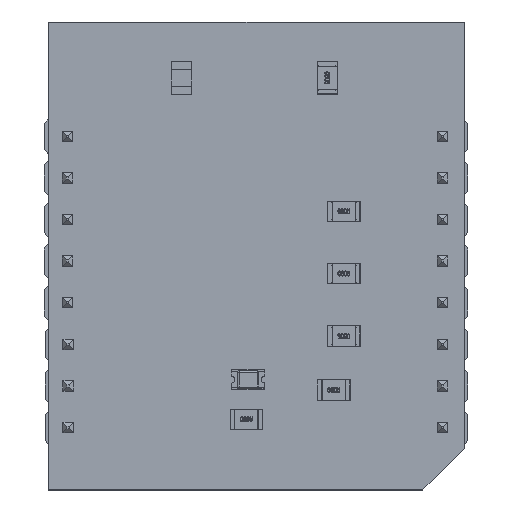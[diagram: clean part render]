
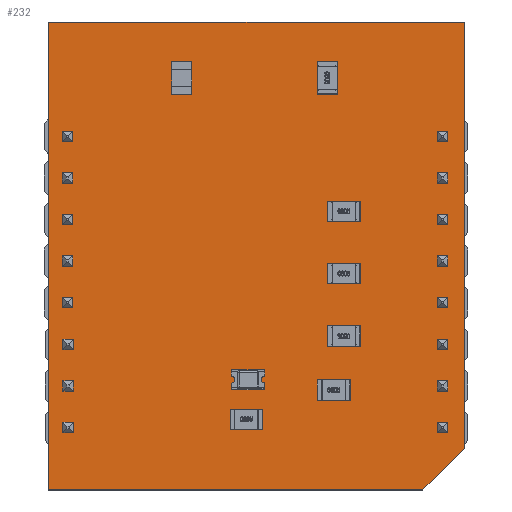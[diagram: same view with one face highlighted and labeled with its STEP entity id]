
A CAD part, top view. The second image highlights one B-rep face of the part: STEP entity #232.
In plain terms, the highlighted planar face has unit normal (0, 0, 1).
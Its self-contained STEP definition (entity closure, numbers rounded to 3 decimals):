
#71 = VERTEX_POINT('',#72);
#72 = CARTESIAN_POINT('',(-1.27,-3.81,0.));
#78 = EDGE_CURVE('',#71,#79,#81,.T.);
#79 = VERTEX_POINT('',#80);
#80 = CARTESIAN_POINT('',(21.59,-3.81,0.));
#81 = LINE('',#82,#83);
#82 = CARTESIAN_POINT('',(-1.27,-3.81,0.));
#83 = VECTOR('',#84,1.);
#84 = DIRECTION('',(1.,0.,0.));
#109 = EDGE_CURVE('',#79,#110,#112,.T.);
#110 = VERTEX_POINT('',#111);
#111 = CARTESIAN_POINT('',(24.13,-1.27,0.));
#112 = LINE('',#113,#114);
#113 = CARTESIAN_POINT('',(21.59,-3.81,0.));
#114 = VECTOR('',#115,1.);
#115 = DIRECTION('',(0.707,0.707,0.));
#140 = EDGE_CURVE('',#110,#141,#143,.T.);
#141 = VERTEX_POINT('',#142);
#142 = CARTESIAN_POINT('',(24.13,24.765,0.));
#143 = LINE('',#144,#145);
#144 = CARTESIAN_POINT('',(24.13,-1.27,0.));
#145 = VECTOR('',#146,1.);
#146 = DIRECTION('',(0.,1.,0.));
#171 = EDGE_CURVE('',#141,#172,#174,.T.);
#172 = VERTEX_POINT('',#173);
#173 = CARTESIAN_POINT('',(-1.27,24.765,0.));
#174 = LINE('',#175,#176);
#175 = CARTESIAN_POINT('',(24.13,24.765,0.));
#176 = VECTOR('',#177,1.);
#177 = DIRECTION('',(-1.,0.,0.));
#202 = EDGE_CURVE('',#172,#71,#203,.T.);
#203 = LINE('',#204,#205);
#204 = CARTESIAN_POINT('',(-1.27,24.765,0.));
#205 = VECTOR('',#206,1.);
#206 = DIRECTION('',(0.,-1.,0.));
#232 = ADVANCED_FACE('',(#233),#240,.F.);
#233 = FACE_BOUND('',#234,.T.);
#234 = EDGE_LOOP('',(#235,#236,#237,#238,#239));
#235 = ORIENTED_EDGE('',*,*,#78,.T.);
#236 = ORIENTED_EDGE('',*,*,#109,.T.);
#237 = ORIENTED_EDGE('',*,*,#140,.T.);
#238 = ORIENTED_EDGE('',*,*,#171,.T.);
#239 = ORIENTED_EDGE('',*,*,#202,.T.);
#240 = PLANE('',#241);
#241 = AXIS2_PLACEMENT_3D('',#242,#243,#244);
#242 = CARTESIAN_POINT('',(-1.27,-3.81,0.));
#243 = DIRECTION('',(0.,0.,-1.));
#244 = DIRECTION('',(-1.,0.,0.));
